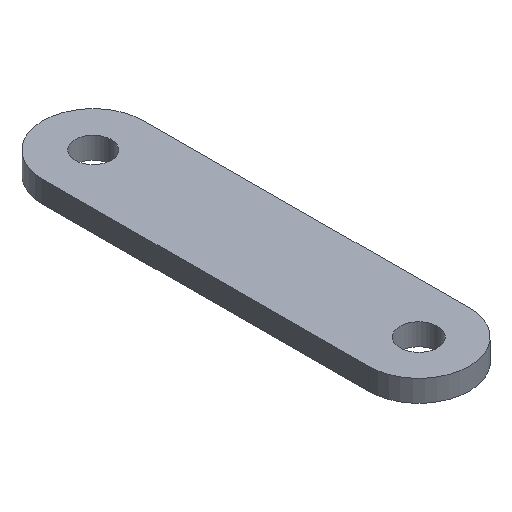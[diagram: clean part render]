
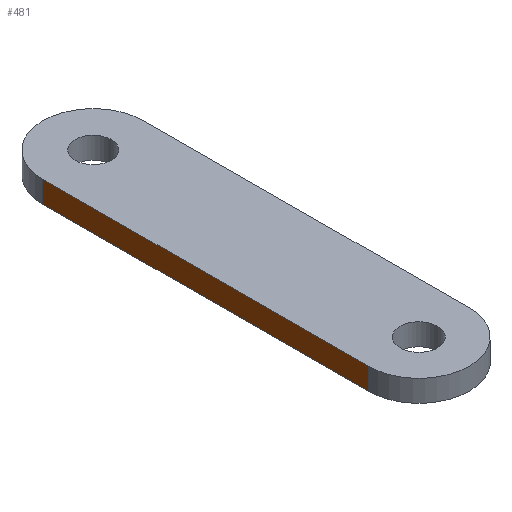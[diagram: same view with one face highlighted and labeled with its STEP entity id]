
A CAD part, isometric view. The second image highlights one B-rep face of the part: STEP entity #481.
In plain terms, the highlighted planar face has unit normal (-1, -0.002, 0).
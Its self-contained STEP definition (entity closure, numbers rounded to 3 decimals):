
#65 = PLANE('',#66);
#66 = AXIS2_PLACEMENT_3D('',#67,#68,#69);
#67 = CARTESIAN_POINT('',(28.97,339.229,103.673
    ));
#68 = DIRECTION('',(0.,0.,-1.));
#69 = DIRECTION('',(0.002,-1.,
    0.));
#140 = PLANE('',#141);
#141 = AXIS2_PLACEMENT_3D('',#142,#143,#144);
#142 = CARTESIAN_POINT('',(28.97,339.229,
    106.673));
#143 = DIRECTION('',(0.,0.,-1.));
#144 = DIRECTION('',(0.002,-1.,
    0.));
#286 = VERTEX_POINT('',#287);
#287 = CARTESIAN_POINT('',(21.917,361.713,
    106.673));
#297 = CYLINDRICAL_SURFACE('',#298,7.);
#298 = AXIS2_PLACEMENT_3D('',#299,#300,#301);
#299 = CARTESIAN_POINT('',(28.917,361.729,106.673
    ));
#300 = DIRECTION('',(0.,0.,-1.));
#301 = DIRECTION('',(-1.,-0.002,
    0.));
#389 = VERTEX_POINT('',#390);
#390 = CARTESIAN_POINT('',(21.917,361.713,
    103.673));
#434 = EDGE_CURVE('',#286,#389,#435,.T.);
#435 = SURFACE_CURVE('',#436,(#440,#469),.PCURVE_S1.);
#436 = LINE('',#437,#438);
#437 = CARTESIAN_POINT('',(21.917,361.713,
    106.673));
#438 = VECTOR('',#439,1.);
#439 = DIRECTION('',(0.,0.,-1.));
#440 = PCURVE('',#297,#441);
#441 = DEFINITIONAL_REPRESENTATION('',(#442),#468);
#442 = B_SPLINE_CURVE_WITH_KNOTS('',3,(#443,#444,#445,#446,#447,#448,
    #449,#450,#451,#452,#453,#454,#455,#456,#457,#458,#459,#460,#461,
    #462,#463,#464,#465,#466,#467),.UNSPECIFIED.,.F.,.F.,(4,1,1,1,1,1,1,
    1,1,1,1,1,1,1,1,1,1,1,1,1,1,1,4),(0.,0.136,0.273,
    0.409,0.545,0.682,0.818,
    0.955,1.091,1.227,1.364,1.5,
    1.636,1.773,1.909,2.045,
    2.182,2.318,2.455,2.591,
    2.727,2.864,3.),.QUASI_UNIFORM_KNOTS.);
#443 = CARTESIAN_POINT('',(0.,0.));
#444 = CARTESIAN_POINT('',(0.,0.045));
#445 = CARTESIAN_POINT('',(0.,0.136));
#446 = CARTESIAN_POINT('',(0.,0.273));
#447 = CARTESIAN_POINT('',(0.,0.409));
#448 = CARTESIAN_POINT('',(0.,0.545));
#449 = CARTESIAN_POINT('',(0.,0.682));
#450 = CARTESIAN_POINT('',(0.,0.818));
#451 = CARTESIAN_POINT('',(0.,0.955));
#452 = CARTESIAN_POINT('',(0.,1.091));
#453 = CARTESIAN_POINT('',(0.,1.227));
#454 = CARTESIAN_POINT('',(0.,1.364));
#455 = CARTESIAN_POINT('',(0.,1.5));
#456 = CARTESIAN_POINT('',(0.,1.636));
#457 = CARTESIAN_POINT('',(0.,1.773));
#458 = CARTESIAN_POINT('',(0.,1.909));
#459 = CARTESIAN_POINT('',(0.,2.045));
#460 = CARTESIAN_POINT('',(0.,2.182));
#461 = CARTESIAN_POINT('',(0.,2.318));
#462 = CARTESIAN_POINT('',(0.,2.455));
#463 = CARTESIAN_POINT('',(0.,2.591));
#464 = CARTESIAN_POINT('',(0.,2.727));
#465 = CARTESIAN_POINT('',(0.,2.864));
#466 = CARTESIAN_POINT('',(0.,2.955));
#467 = CARTESIAN_POINT('',(0.,3.));
#468 = ( GEOMETRIC_REPRESENTATION_CONTEXT(2) 
PARAMETRIC_REPRESENTATION_CONTEXT() REPRESENTATION_CONTEXT('2D SPACE',''
  ) );
#469 = PCURVE('',#470,#475);
#470 = PLANE('',#471);
#471 = AXIS2_PLACEMENT_3D('',#472,#473,#474);
#472 = CARTESIAN_POINT('',(22.023,316.713,106.673)
  );
#473 = DIRECTION('',(-1.,-0.002,
    0.));
#474 = DIRECTION('',(-0.002,1.,
    0.));
#475 = DEFINITIONAL_REPRESENTATION('',(#476),#480);
#476 = LINE('',#477,#478);
#477 = CARTESIAN_POINT('',(45.,0.));
#478 = VECTOR('',#479,1.);
#479 = DIRECTION('',(-0.,1.));
#480 = ( GEOMETRIC_REPRESENTATION_CONTEXT(2) 
PARAMETRIC_REPRESENTATION_CONTEXT() REPRESENTATION_CONTEXT('2D SPACE',''
  ) );
#481 = ADVANCED_FACE('',(#482),#470,.T.);
#482 = FACE_BOUND('',#483,.T.);
#483 = EDGE_LOOP('',(#484,#507,#508,#531));
#484 = ORIENTED_EDGE('',*,*,#485,.T.);
#485 = EDGE_CURVE('',#486,#286,#488,.T.);
#486 = VERTEX_POINT('',#487);
#487 = CARTESIAN_POINT('',(22.023,316.713,106.673)
  );
#488 = SURFACE_CURVE('',#489,(#493,#500),.PCURVE_S1.);
#489 = LINE('',#490,#491);
#490 = CARTESIAN_POINT('',(22.023,316.713,106.673)
  );
#491 = VECTOR('',#492,1.);
#492 = DIRECTION('',(-0.002,1.,
    0.));
#493 = PCURVE('',#470,#494);
#494 = DEFINITIONAL_REPRESENTATION('',(#495),#499);
#495 = LINE('',#496,#497);
#496 = CARTESIAN_POINT('',(-0.,0.));
#497 = VECTOR('',#498,1.);
#498 = DIRECTION('',(1.,0.));
#499 = ( GEOMETRIC_REPRESENTATION_CONTEXT(2) 
PARAMETRIC_REPRESENTATION_CONTEXT() REPRESENTATION_CONTEXT('2D SPACE',''
  ) );
#500 = PCURVE('',#140,#501);
#501 = DEFINITIONAL_REPRESENTATION('',(#502),#506);
#502 = LINE('',#503,#504);
#503 = CARTESIAN_POINT('',(22.5,7.));
#504 = VECTOR('',#505,1.);
#505 = DIRECTION('',(-1.,0.));
#506 = ( GEOMETRIC_REPRESENTATION_CONTEXT(2) 
PARAMETRIC_REPRESENTATION_CONTEXT() REPRESENTATION_CONTEXT('2D SPACE',''
  ) );
#507 = ORIENTED_EDGE('',*,*,#434,.T.);
#508 = ORIENTED_EDGE('',*,*,#509,.F.);
#509 = EDGE_CURVE('',#510,#389,#512,.T.);
#510 = VERTEX_POINT('',#511);
#511 = CARTESIAN_POINT('',(22.023,316.713,103.673)
  );
#512 = SURFACE_CURVE('',#513,(#517,#524),.PCURVE_S1.);
#513 = LINE('',#514,#515);
#514 = CARTESIAN_POINT('',(22.023,316.713,103.673)
  );
#515 = VECTOR('',#516,1.);
#516 = DIRECTION('',(-0.002,1.,
    0.));
#517 = PCURVE('',#470,#518);
#518 = DEFINITIONAL_REPRESENTATION('',(#519),#523);
#519 = LINE('',#520,#521);
#520 = CARTESIAN_POINT('',(-0.,3.));
#521 = VECTOR('',#522,1.);
#522 = DIRECTION('',(1.,0.));
#523 = ( GEOMETRIC_REPRESENTATION_CONTEXT(2) 
PARAMETRIC_REPRESENTATION_CONTEXT() REPRESENTATION_CONTEXT('2D SPACE',''
  ) );
#524 = PCURVE('',#65,#525);
#525 = DEFINITIONAL_REPRESENTATION('',(#526),#530);
#526 = LINE('',#527,#528);
#527 = CARTESIAN_POINT('',(22.5,7.));
#528 = VECTOR('',#529,1.);
#529 = DIRECTION('',(-1.,0.));
#530 = ( GEOMETRIC_REPRESENTATION_CONTEXT(2) 
PARAMETRIC_REPRESENTATION_CONTEXT() REPRESENTATION_CONTEXT('2D SPACE',''
  ) );
#531 = ORIENTED_EDGE('',*,*,#532,.F.);
#532 = EDGE_CURVE('',#486,#510,#533,.T.);
#533 = SURFACE_CURVE('',#534,(#538,#545),.PCURVE_S1.);
#534 = LINE('',#535,#536);
#535 = CARTESIAN_POINT('',(22.023,316.713,106.673)
  );
#536 = VECTOR('',#537,1.);
#537 = DIRECTION('',(0.,0.,-1.));
#538 = PCURVE('',#470,#539);
#539 = DEFINITIONAL_REPRESENTATION('',(#540),#544);
#540 = LINE('',#541,#542);
#541 = CARTESIAN_POINT('',(-0.,0.));
#542 = VECTOR('',#543,1.);
#543 = DIRECTION('',(-0.,1.));
#544 = ( GEOMETRIC_REPRESENTATION_CONTEXT(2) 
PARAMETRIC_REPRESENTATION_CONTEXT() REPRESENTATION_CONTEXT('2D SPACE',''
  ) );
#545 = PCURVE('',#546,#551);
#546 = CYLINDRICAL_SURFACE('',#547,7.);
#547 = AXIS2_PLACEMENT_3D('',#548,#549,#550);
#548 = CARTESIAN_POINT('',(29.023,316.729,106.673
    ));
#549 = DIRECTION('',(0.,0.,-1.));
#550 = DIRECTION('',(1.,0.002,
    0.));
#551 = DEFINITIONAL_REPRESENTATION('',(#552),#578);
#552 = B_SPLINE_CURVE_WITH_KNOTS('',3,(#553,#554,#555,#556,#557,#558,
    #559,#560,#561,#562,#563,#564,#565,#566,#567,#568,#569,#570,#571,
    #572,#573,#574,#575,#576,#577),.UNSPECIFIED.,.F.,.F.,(4,1,1,1,1,1,1,
    1,1,1,1,1,1,1,1,1,1,1,1,1,1,1,4),(0.,0.136,0.273,
    0.409,0.545,0.682,0.818,
    0.955,1.091,1.227,1.364,1.5,
    1.636,1.773,1.909,2.045,
    2.182,2.318,2.455,2.591,
    2.727,2.864,3.),.QUASI_UNIFORM_KNOTS.);
#553 = CARTESIAN_POINT('',(3.142,0.));
#554 = CARTESIAN_POINT('',(3.142,0.045));
#555 = CARTESIAN_POINT('',(3.142,0.136));
#556 = CARTESIAN_POINT('',(3.142,0.273));
#557 = CARTESIAN_POINT('',(3.142,0.409));
#558 = CARTESIAN_POINT('',(3.142,0.545));
#559 = CARTESIAN_POINT('',(3.142,0.682));
#560 = CARTESIAN_POINT('',(3.142,0.818));
#561 = CARTESIAN_POINT('',(3.142,0.955));
#562 = CARTESIAN_POINT('',(3.142,1.091));
#563 = CARTESIAN_POINT('',(3.142,1.227));
#564 = CARTESIAN_POINT('',(3.142,1.364));
#565 = CARTESIAN_POINT('',(3.142,1.5));
#566 = CARTESIAN_POINT('',(3.142,1.636));
#567 = CARTESIAN_POINT('',(3.142,1.773));
#568 = CARTESIAN_POINT('',(3.142,1.909));
#569 = CARTESIAN_POINT('',(3.142,2.045));
#570 = CARTESIAN_POINT('',(3.142,2.182));
#571 = CARTESIAN_POINT('',(3.142,2.318));
#572 = CARTESIAN_POINT('',(3.142,2.455));
#573 = CARTESIAN_POINT('',(3.142,2.591));
#574 = CARTESIAN_POINT('',(3.142,2.727));
#575 = CARTESIAN_POINT('',(3.142,2.864));
#576 = CARTESIAN_POINT('',(3.142,2.955));
#577 = CARTESIAN_POINT('',(3.142,3.));
#578 = ( GEOMETRIC_REPRESENTATION_CONTEXT(2) 
PARAMETRIC_REPRESENTATION_CONTEXT() REPRESENTATION_CONTEXT('2D SPACE',''
  ) );
